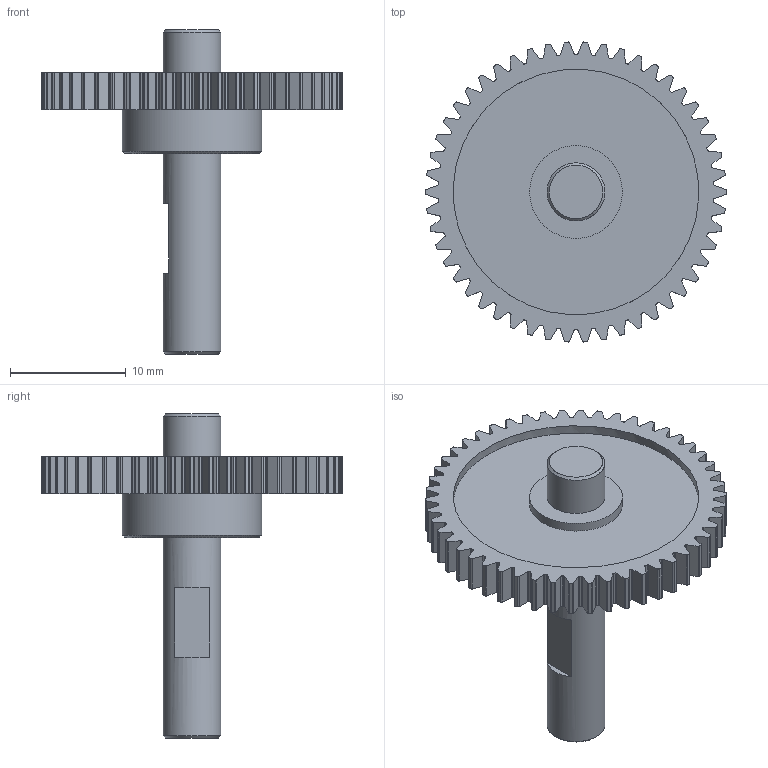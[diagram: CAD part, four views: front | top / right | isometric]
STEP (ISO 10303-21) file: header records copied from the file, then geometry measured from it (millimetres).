
FILE_DESCRIPTION(/* description */ (''),/* implementation_level */ '2;1');
FILE_NAME(/* name */ 'Geared gear.stp',/* time_stamp */ '2020-11-19T20:23:54+03:00',/* author */ ('Max'),/* organization */ (''),/* preprocessor_version */ 'ST-DEVELOPER v16.5',/* originating_system */ 'Autodesk Inventor 2017',/* authorisation */ '');
FILE_SCHEMA (('AUTOMOTIVE_DESIGN { 1 0 10303 214 3 1 1 }'));
Length unit declared in the file: millimetre
Products named in the file (1): Редукторная  
шестерня
Bounding box: 25.93 x 25.89 x 28 mm (x, y, z)
Volume: 1960 mm3; surface area: 2065.6 mm2
Topology: 1 solids, 1 shells, 420 faces, 1870 edges, 1458 vertices
Faces by surface type: cylinder 306, plane 111, cone 3
Full cylindrical faces by diameter (mm): 5 x2, 8 x1, 12 x1, 21.2 x2
Entity records: 20612 total; most frequent: DIRECTION 3954, CARTESIAN_POINT 3735, ORIENTED_EDGE 3716, EDGE_CURVE 1858, AXIS2_PLACEMENT_3D 1675, VERTEX_POINT 1456, CIRCLE 1254, LINE 604
